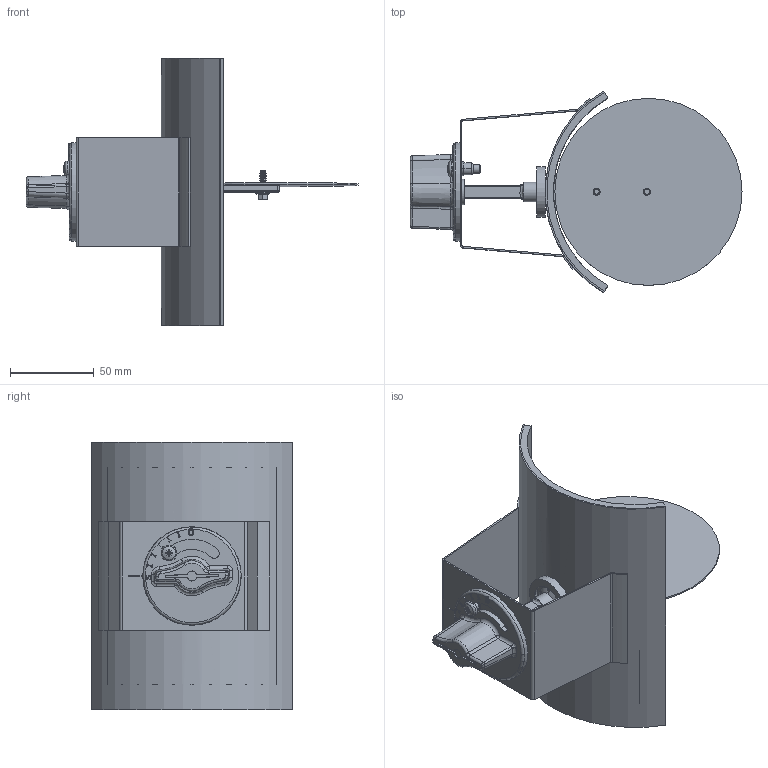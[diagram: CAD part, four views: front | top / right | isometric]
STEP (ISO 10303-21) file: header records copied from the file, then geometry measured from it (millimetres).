
FILE_DESCRIPTION((''),'2;1');
FILE_NAME('HRSK-125.stp','2014-02-20T12:40:39',(''),(''),'Autodesk Inventor 2013','Autodesk Inventor 2013','');
FILE_SCHEMA(('AUTOMOTIVE_DESIGN { 1 2 10303 214 0 1 1 1 }'));
Length unit declared in the file: millimetre
Products named in the file (12): HRSK-125; 142034; SpjällhyllaSmåDimensioner_HRSK-125; BlindnitmutterM5; 999317; SpjällaxelKort; Spjällvred; Cellgummi; Starlock; Borrskruv_4,2x13; 116005; 999240-04
Assembly tree (12 placements, depth 2):
  HRSK-125
    142034
    SpjällhyllaSmåDimensioner_HRSK-125
    BlindnitmutterM5
    999317
    SpjällaxelKort
    Spjällvred
    Cellgummi
    Starlock
    Borrskruv_4,2x13  x2
    116005
    999240-04
Bounding box: 198.7 x 120.56 x 160 mm (x, y, z)
Volume: 107949 mm3; surface area: 138783.8 mm2
Topology: 14 solids, 14 shells, 723 faces, 1686 edges, 989 vertices
Faces by surface type: plane 231, cylinder 208, cone 171, bspline 75, torus 20, sphere 18
Full cylindrical faces by diameter (mm): 4 x4, 4.567 x1, 5 x1, 6 x1, 10 x1, 11.7 x1, 15.2 x1, 16 x1, 21 x1, 30 x1, 112 x1
Entity records: 20877 total; most frequent: CARTESIAN_POINT 6438, ORIENTED_EDGE 2918, DIRECTION 2838, EDGE_CURVE 1459, AXIS2_PLACEMENT_3D 1075, VERTEX_POINT 887, EDGE_LOOP 694, VECTOR 688
